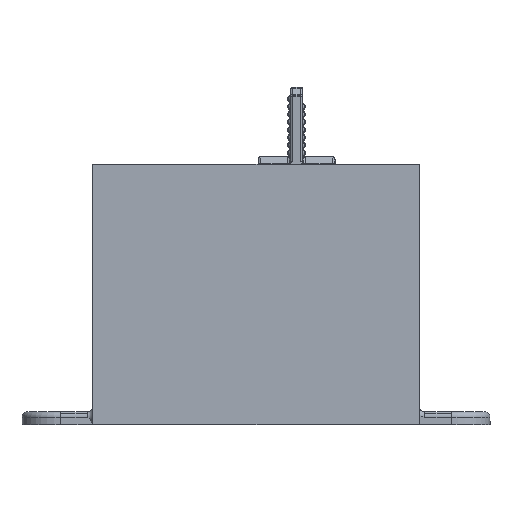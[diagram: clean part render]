
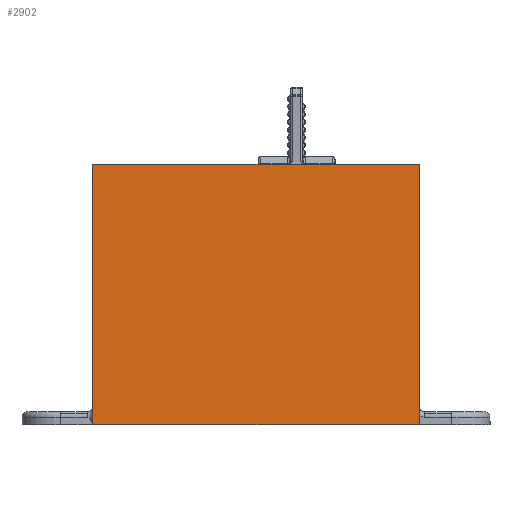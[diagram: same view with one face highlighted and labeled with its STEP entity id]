
A CAD part, front view. The second image highlights one B-rep face of the part: STEP entity #2902.
In plain terms, the highlighted planar face has unit normal (0, -1, 0).
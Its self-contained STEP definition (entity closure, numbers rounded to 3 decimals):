
#150 = VERTEX_POINT ( 'NONE', #3279 ) ;
#238 = VECTOR ( 'NONE', #15832, 1000. ) ;
#427 = ORIENTED_EDGE ( 'NONE', *, *, #428, .T. ) ;
#428 = EDGE_CURVE ( 'NONE', #13507, #1667, #442, .T. ) ;
#442 = LINE ( 'NONE', #5980, #18157 ) ;
#1667 = VERTEX_POINT ( 'NONE', #12934 ) ;
#2404 = LINE ( 'NONE', #18182, #12829 ) ;
#2868 = ORIENTED_EDGE ( 'NONE', *, *, #17439, .F. ) ;
#2902 = ADVANCED_FACE ( 'NONE', ( #17460 ), #4590, .T. ) ;
#3279 = CARTESIAN_POINT ( 'NONE',  ( -111.1, -14., -51.5 ) ) ;
#4590 = PLANE ( 'NONE',  #15798 ) ;
#5233 = CARTESIAN_POINT ( 'NONE',  ( 16.3, -14., 50. ) ) ;
#5980 = CARTESIAN_POINT ( 'NONE',  ( 16.3, -14., 50. ) ) ;
#6024 = EDGE_CURVE ( 'NONE', #1667, #150, #12723, .T. ) ;
#7182 = LINE ( 'NONE', #15924, #238 ) ;
#8787 = DIRECTION ( 'NONE',  ( -1., 0., 0. ) ) ;
#10193 = DIRECTION ( 'NONE',  ( 0., 0., -1. ) ) ;
#10408 = ORIENTED_EDGE ( 'NONE', *, *, #6024, .T. ) ;
#10740 = VERTEX_POINT ( 'NONE', #11565 ) ;
#11565 = CARTESIAN_POINT ( 'NONE',  ( 16.3, -14., -51.5 ) ) ;
#12624 = DIRECTION ( 'NONE',  ( 0., 0., -1. ) ) ;
#12723 = LINE ( 'NONE', #12818, #17054 ) ;
#12818 = CARTESIAN_POINT ( 'NONE',  ( -111.1, -14., 50. ) ) ;
#12829 = VECTOR ( 'NONE', #12624, 1000. ) ;
#12934 = CARTESIAN_POINT ( 'NONE',  ( -111.1, -14., 50. ) ) ;
#13122 = DIRECTION ( 'NONE',  ( 0., 0., -1. ) ) ;
#13507 = VERTEX_POINT ( 'NONE', #5233 ) ;
#15798 = AXIS2_PLACEMENT_3D ( 'NONE', #17744, #17648, #13122 ) ;
#15832 = DIRECTION ( 'NONE',  ( -1., 0., 0. ) ) ;
#15924 = CARTESIAN_POINT ( 'NONE',  ( 16.3, -14., -51.5 ) ) ;
#16729 = ORIENTED_EDGE ( 'NONE', *, *, #17187, .F. ) ;
#17054 = VECTOR ( 'NONE', #10193, 1000. ) ;
#17187 = EDGE_CURVE ( 'NONE', #13507, #10740, #2404, .T. ) ;
#17439 = EDGE_CURVE ( 'NONE', #10740, #150, #7182, .T. ) ;
#17460 = FACE_OUTER_BOUND ( 'NONE', #17522, .T. ) ;
#17522 = EDGE_LOOP ( 'NONE', ( #427, #10408, #2868, #16729 ) ) ;
#17648 = DIRECTION ( 'NONE',  ( 0., -1., 0. ) ) ;
#17744 = CARTESIAN_POINT ( 'NONE',  ( 16.3, -14., 50. ) ) ;
#18157 = VECTOR ( 'NONE', #8787, 1000. ) ;
#18182 = CARTESIAN_POINT ( 'NONE',  ( 16.3, -14., 50. ) ) ;
